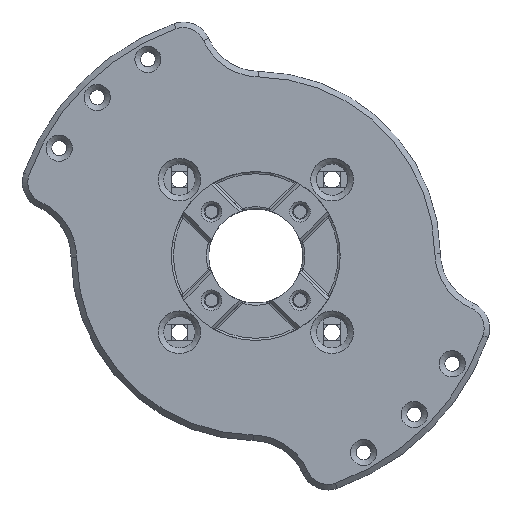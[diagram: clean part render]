
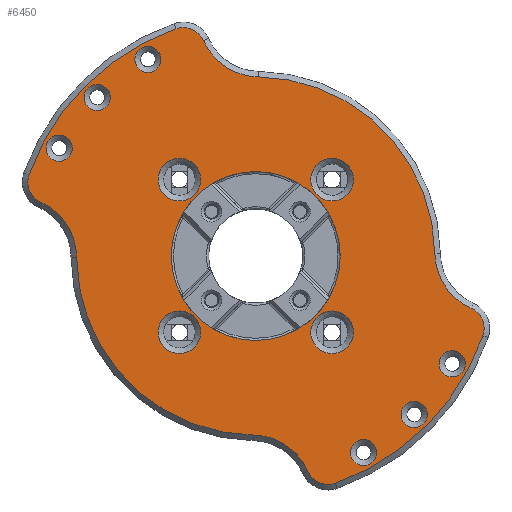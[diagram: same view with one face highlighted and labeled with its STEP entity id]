
A CAD part, top view. The second image highlights one B-rep face of the part: STEP entity #6450.
In plain terms, the highlighted planar face has unit normal (0, 0, 1).
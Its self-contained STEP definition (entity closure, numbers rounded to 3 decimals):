
#101=FACE_BOUND('',#779,.T.);
#102=FACE_BOUND('',#780,.T.);
#103=FACE_BOUND('',#781,.T.);
#104=FACE_BOUND('',#782,.T.);
#105=FACE_BOUND('',#783,.T.);
#106=FACE_BOUND('',#784,.T.);
#107=FACE_BOUND('',#785,.T.);
#108=FACE_BOUND('',#786,.T.);
#109=FACE_BOUND('',#787,.T.);
#110=FACE_BOUND('',#788,.T.);
#111=FACE_BOUND('',#789,.T.);
#126=PLANE('',#6883);
#390=FACE_OUTER_BOUND('',#778,.T.);
#778=EDGE_LOOP('',(#4576,#4577,#4578,#4579,#4580,#4581,#4582,#4583,#4584,
#4585,#4586,#4587));
#779=EDGE_LOOP('',(#4588));
#780=EDGE_LOOP('',(#4589));
#781=EDGE_LOOP('',(#4590));
#782=EDGE_LOOP('',(#4591));
#783=EDGE_LOOP('',(#4592));
#784=EDGE_LOOP('',(#4593));
#785=EDGE_LOOP('',(#4594));
#786=EDGE_LOOP('',(#4595));
#787=EDGE_LOOP('',(#4596));
#788=EDGE_LOOP('',(#4597));
#789=EDGE_LOOP('',(#4598));
#1113=CIRCLE('',#6879,2.365);
#1116=CIRCLE('',#6884,43.5);
#1117=CIRCLE('',#6885,4.);
#1118=CIRCLE('',#6886,11.);
#1119=CIRCLE('',#6887,32.356);
#1120=CIRCLE('',#6888,11.);
#1121=CIRCLE('',#6889,4.);
#1122=CIRCLE('',#6890,43.5);
#1123=CIRCLE('',#6891,4.);
#1124=CIRCLE('',#6892,11.);
#1125=CIRCLE('',#6893,32.356);
#1126=CIRCLE('',#6894,11.);
#1127=CIRCLE('',#6895,4.);
#1128=CIRCLE('',#6896,2.365);
#1129=CIRCLE('',#6897,2.365);
#1130=CIRCLE('',#6898,2.365);
#1131=CIRCLE('',#6899,3.85);
#1132=CIRCLE('',#6900,3.85);
#1133=CIRCLE('',#6901,15.263);
#1134=CIRCLE('',#6902,3.85);
#1135=CIRCLE('',#6903,3.85);
#1136=CIRCLE('',#6904,2.365);
#1137=CIRCLE('',#6905,2.365);
#2739=VERTEX_POINT('',#14807);
#2741=VERTEX_POINT('',#14862);
#2742=VERTEX_POINT('',#14863);
#2743=VERTEX_POINT('',#14865);
#2744=VERTEX_POINT('',#14867);
#2745=VERTEX_POINT('',#14869);
#2746=VERTEX_POINT('',#14871);
#2747=VERTEX_POINT('',#14873);
#2748=VERTEX_POINT('',#14875);
#2749=VERTEX_POINT('',#14877);
#2750=VERTEX_POINT('',#14879);
#2751=VERTEX_POINT('',#14881);
#2752=VERTEX_POINT('',#14883);
#2753=VERTEX_POINT('',#14886);
#2754=VERTEX_POINT('',#14888);
#2755=VERTEX_POINT('',#14890);
#2756=VERTEX_POINT('',#14892);
#2757=VERTEX_POINT('',#14894);
#2758=VERTEX_POINT('',#14896);
#2759=VERTEX_POINT('',#14898);
#2760=VERTEX_POINT('',#14900);
#2761=VERTEX_POINT('',#14902);
#2762=VERTEX_POINT('',#14904);
#3461=EDGE_CURVE('',#2739,#2739,#1113,.T.);
#3467=EDGE_CURVE('',#2741,#2742,#1116,.T.);
#3468=EDGE_CURVE('',#2743,#2741,#1117,.T.);
#3469=EDGE_CURVE('',#2744,#2743,#1118,.T.);
#3470=EDGE_CURVE('',#2745,#2744,#1119,.T.);
#3471=EDGE_CURVE('',#2746,#2745,#1120,.T.);
#3472=EDGE_CURVE('',#2747,#2746,#1121,.T.);
#3473=EDGE_CURVE('',#2748,#2747,#1122,.T.);
#3474=EDGE_CURVE('',#2749,#2748,#1123,.T.);
#3475=EDGE_CURVE('',#2750,#2749,#1124,.T.);
#3476=EDGE_CURVE('',#2751,#2750,#1125,.T.);
#3477=EDGE_CURVE('',#2752,#2751,#1126,.T.);
#3478=EDGE_CURVE('',#2742,#2752,#1127,.T.);
#3479=EDGE_CURVE('',#2753,#2753,#1128,.T.);
#3480=EDGE_CURVE('',#2754,#2754,#1129,.T.);
#3481=EDGE_CURVE('',#2755,#2755,#1130,.T.);
#3482=EDGE_CURVE('',#2756,#2756,#1131,.T.);
#3483=EDGE_CURVE('',#2757,#2757,#1132,.T.);
#3484=EDGE_CURVE('',#2758,#2758,#1133,.T.);
#3485=EDGE_CURVE('',#2759,#2759,#1134,.T.);
#3486=EDGE_CURVE('',#2760,#2760,#1135,.T.);
#3487=EDGE_CURVE('',#2761,#2761,#1136,.T.);
#3488=EDGE_CURVE('',#2762,#2762,#1137,.T.);
#4576=ORIENTED_EDGE('',*,*,#3467,.F.);
#4577=ORIENTED_EDGE('',*,*,#3468,.F.);
#4578=ORIENTED_EDGE('',*,*,#3469,.F.);
#4579=ORIENTED_EDGE('',*,*,#3470,.F.);
#4580=ORIENTED_EDGE('',*,*,#3471,.F.);
#4581=ORIENTED_EDGE('',*,*,#3472,.F.);
#4582=ORIENTED_EDGE('',*,*,#3473,.F.);
#4583=ORIENTED_EDGE('',*,*,#3474,.F.);
#4584=ORIENTED_EDGE('',*,*,#3475,.F.);
#4585=ORIENTED_EDGE('',*,*,#3476,.F.);
#4586=ORIENTED_EDGE('',*,*,#3477,.F.);
#4587=ORIENTED_EDGE('',*,*,#3478,.F.);
#4588=ORIENTED_EDGE('',*,*,#3479,.F.);
#4589=ORIENTED_EDGE('',*,*,#3480,.F.);
#4590=ORIENTED_EDGE('',*,*,#3481,.F.);
#4591=ORIENTED_EDGE('',*,*,#3482,.F.);
#4592=ORIENTED_EDGE('',*,*,#3483,.F.);
#4593=ORIENTED_EDGE('',*,*,#3484,.T.);
#4594=ORIENTED_EDGE('',*,*,#3485,.F.);
#4595=ORIENTED_EDGE('',*,*,#3486,.F.);
#4596=ORIENTED_EDGE('',*,*,#3487,.F.);
#4597=ORIENTED_EDGE('',*,*,#3488,.F.);
#4598=ORIENTED_EDGE('',*,*,#3461,.F.);
#6450=ADVANCED_FACE('',(#390,#101,#102,#103,#104,#105,#106,#107,#108,#109,
#110,#111),#126,.T.);
#6879=AXIS2_PLACEMENT_3D('',#14808,#7813,#7814);
#6883=AXIS2_PLACEMENT_3D('',#14861,#7822,#7823);
#6884=AXIS2_PLACEMENT_3D('',#14864,#7824,#7825);
#6885=AXIS2_PLACEMENT_3D('',#14866,#7826,#7827);
#6886=AXIS2_PLACEMENT_3D('',#14868,#7828,#7829);
#6887=AXIS2_PLACEMENT_3D('',#14870,#7830,#7831);
#6888=AXIS2_PLACEMENT_3D('',#14872,#7832,#7833);
#6889=AXIS2_PLACEMENT_3D('',#14874,#7834,#7835);
#6890=AXIS2_PLACEMENT_3D('',#14876,#7836,#7837);
#6891=AXIS2_PLACEMENT_3D('',#14878,#7838,#7839);
#6892=AXIS2_PLACEMENT_3D('',#14880,#7840,#7841);
#6893=AXIS2_PLACEMENT_3D('',#14882,#7842,#7843);
#6894=AXIS2_PLACEMENT_3D('',#14884,#7844,#7845);
#6895=AXIS2_PLACEMENT_3D('',#14885,#7846,#7847);
#6896=AXIS2_PLACEMENT_3D('',#14887,#7848,#7849);
#6897=AXIS2_PLACEMENT_3D('',#14889,#7850,#7851);
#6898=AXIS2_PLACEMENT_3D('',#14891,#7852,#7853);
#6899=AXIS2_PLACEMENT_3D('',#14893,#7854,#7855);
#6900=AXIS2_PLACEMENT_3D('',#14895,#7856,#7857);
#6901=AXIS2_PLACEMENT_3D('',#14897,#7858,#7859);
#6902=AXIS2_PLACEMENT_3D('',#14899,#7860,#7861);
#6903=AXIS2_PLACEMENT_3D('',#14901,#7862,#7863);
#6904=AXIS2_PLACEMENT_3D('',#14903,#7864,#7865);
#6905=AXIS2_PLACEMENT_3D('',#14905,#7866,#7867);
#7813=DIRECTION('center_axis',(0.,0.,1.));
#7814=DIRECTION('ref_axis',(1.,0.,0.));
#7822=DIRECTION('center_axis',(0.,0.,1.));
#7823=DIRECTION('ref_axis',(1.,0.,0.));
#7824=DIRECTION('center_axis',(0.,0.,-1.));
#7825=DIRECTION('ref_axis',(-0.216,0.976,0.));
#7826=DIRECTION('center_axis',(0.,0.,-1.));
#7827=DIRECTION('ref_axis',(-0.876,-0.483,0.));
#7828=DIRECTION('center_axis',(0.,0.,1.));
#7829=DIRECTION('ref_axis',(0.412,0.911,0.));
#7830=DIRECTION('center_axis',(0.,0.,-1.));
#7831=DIRECTION('ref_axis',(-1.,0.,0.));
#7832=DIRECTION('center_axis',(0.,0.,1.));
#7833=DIRECTION('ref_axis',(0.632,0.775,0.));
#7834=DIRECTION('center_axis',(0.,0.,-1.));
#7835=DIRECTION('ref_axis',(-0.914,-0.405,0.));
#7836=DIRECTION('center_axis',(0.,0.,-1.));
#7837=DIRECTION('ref_axis',(0.216,-0.976,0.));
#7838=DIRECTION('center_axis',(0.,0.,-1.));
#7839=DIRECTION('ref_axis',(0.944,-0.331,0.));
#7840=DIRECTION('center_axis',(0.,0.,1.));
#7841=DIRECTION('ref_axis',(-0.775,-0.632,0.));
#7842=DIRECTION('center_axis',(0.,0.,-1.));
#7843=DIRECTION('ref_axis',(1.,0.,0.));
#7844=DIRECTION('center_axis',(0.,0.,1.));
#7845=DIRECTION('ref_axis',(-0.632,-0.775,0.));
#7846=DIRECTION('center_axis',(0.,0.,-1.));
#7847=DIRECTION('ref_axis',(0.914,0.405,0.));
#7848=DIRECTION('center_axis',(0.,0.,1.));
#7849=DIRECTION('ref_axis',(1.,0.,0.));
#7850=DIRECTION('center_axis',(0.,0.,1.));
#7851=DIRECTION('ref_axis',(-1.,0.,0.));
#7852=DIRECTION('center_axis',(0.,0.,1.));
#7853=DIRECTION('ref_axis',(1.,0.,0.));
#7854=DIRECTION('center_axis',(0.,0.,1.));
#7855=DIRECTION('ref_axis',(-1.,0.,0.));
#7856=DIRECTION('center_axis',(0.,0.,1.));
#7857=DIRECTION('ref_axis',(1.,0.,0.));
#7858=DIRECTION('center_axis',(0.,0.,-1.));
#7859=DIRECTION('ref_axis',(-1.,0.,0.));
#7860=DIRECTION('center_axis',(0.,0.,1.));
#7861=DIRECTION('ref_axis',(0.,-1.,0.));
#7862=DIRECTION('center_axis',(0.,0.,1.));
#7863=DIRECTION('ref_axis',(0.,1.,0.));
#7864=DIRECTION('center_axis',(0.,0.,1.));
#7865=DIRECTION('ref_axis',(-1.,0.,0.));
#7866=DIRECTION('center_axis',(0.,0.,1.));
#7867=DIRECTION('ref_axis',(-1.,0.,0.));
#14807=CARTESIAN_POINT('',(-31.002,28.638,66.));
#14808=CARTESIAN_POINT('Origin',(-28.638,28.638,66.));
#14861=CARTESIAN_POINT('Origin',(-5.045,5.045,66.));
#14862=CARTESIAN_POINT('',(-40.935,14.715,66.));
#14863=CARTESIAN_POINT('',(-14.405,41.046,66.));
#14864=CARTESIAN_POINT('Origin',(0.,0.,
66.));
#14865=CARTESIAN_POINT('',(-38.82,9.718,66.));
#14866=CARTESIAN_POINT('Origin',(-37.171,13.362,66.));
#14867=CARTESIAN_POINT('',(-32.355,-0.227,66.));
#14868=CARTESIAN_POINT('Origin',(-43.355,-0.304,66.));
#14869=CARTESIAN_POINT('',(-0.472,-32.352,66.));
#14870=CARTESIAN_POINT('Origin',(0.,0.,66.));
#14871=CARTESIAN_POINT('',(9.424,-38.893,66.));
#14872=CARTESIAN_POINT('Origin',(-0.632,-43.351,66.));
#14873=CARTESIAN_POINT('',(14.405,-41.046,66.));
#14874=CARTESIAN_POINT('Origin',(13.08,-37.271,66.));
#14875=CARTESIAN_POINT('',(41.046,-14.405,66.));
#14876=CARTESIAN_POINT('Origin',(0.,0.,
66.));
#14877=CARTESIAN_POINT('',(38.893,-9.424,66.));
#14878=CARTESIAN_POINT('Origin',(37.271,-13.08,66.));
#14879=CARTESIAN_POINT('',(32.352,0.472,66.));
#14880=CARTESIAN_POINT('Origin',(43.351,0.632,66.));
#14881=CARTESIAN_POINT('',(0.472,32.352,66.));
#14882=CARTESIAN_POINT('Origin',(0.,0.,66.));
#14883=CARTESIAN_POINT('',(-9.424,38.893,66.));
#14884=CARTESIAN_POINT('Origin',(0.632,43.351,66.));
#14885=CARTESIAN_POINT('Origin',(-13.08,37.271,66.));
#14886=CARTESIAN_POINT('',(-37.872,19.48,66.));
#14887=CARTESIAN_POINT('Origin',(-35.507,19.48,66.));
#14888=CARTESIAN_POINT('',(31.002,-28.638,66.));
#14889=CARTESIAN_POINT('Origin',(28.638,-28.638,66.));
#14890=CARTESIAN_POINT('',(-21.845,35.507,66.));
#14891=CARTESIAN_POINT('Origin',(-19.48,35.507,66.));
#14892=CARTESIAN_POINT('',(17.639,-13.789,66.));
#14893=CARTESIAN_POINT('Origin',(13.789,-13.789,66.));
#14894=CARTESIAN_POINT('',(-17.639,13.789,66.));
#14895=CARTESIAN_POINT('Origin',(-13.789,13.789,66.));
#14896=CARTESIAN_POINT('',(15.263,0.,66.));
#14897=CARTESIAN_POINT('Origin',(0.,0.,66.));
#14898=CARTESIAN_POINT('',(13.789,17.639,66.));
#14899=CARTESIAN_POINT('Origin',(13.789,13.789,66.));
#14900=CARTESIAN_POINT('',(-13.789,-17.639,66.));
#14901=CARTESIAN_POINT('Origin',(-13.789,-13.789,66.));
#14902=CARTESIAN_POINT('',(37.872,-19.48,66.));
#14903=CARTESIAN_POINT('Origin',(35.507,-19.48,66.));
#14904=CARTESIAN_POINT('',(21.845,-35.507,66.));
#14905=CARTESIAN_POINT('Origin',(19.48,-35.507,66.));
